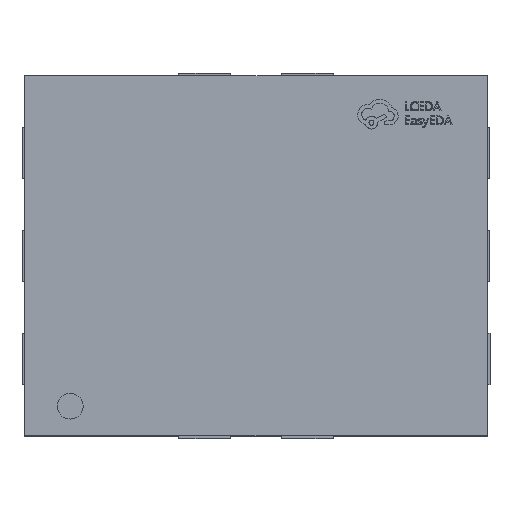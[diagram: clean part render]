
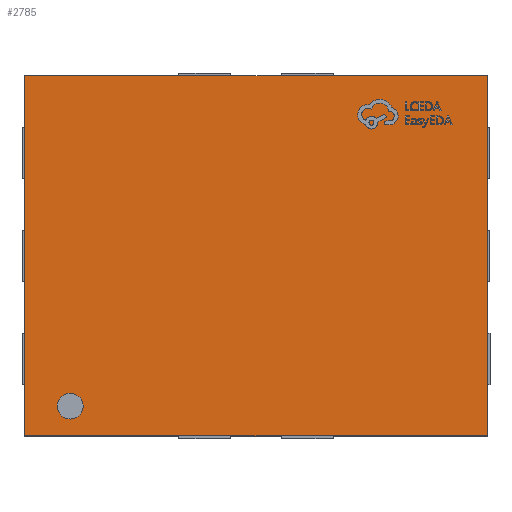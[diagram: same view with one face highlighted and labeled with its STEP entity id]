
A CAD part, top view. The second image highlights one B-rep face of the part: STEP entity #2785.
In plain terms, the highlighted planar face has unit normal (0, 0, 1).
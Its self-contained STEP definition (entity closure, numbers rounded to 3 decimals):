
#496 = CARTESIAN_POINT ( 'NONE',  ( -0.9, -0.7, 0.5 ) ) ;
#548 = VECTOR ( 'NONE', #8818, 1000. ) ;
#744 = CIRCLE ( 'NONE', #5706, 0.05 ) ;
#906 = ORIENTED_EDGE ( 'NONE', *, *, #11928, .T. ) ;
#998 = EDGE_CURVE ( 'NONE', #16077, #11355, #12558, .T. ) ;
#1105 = PLANE ( 'NONE',  #3639 ) ;
#1260 = ORIENTED_EDGE ( 'NONE', *, *, #14000, .F. ) ;
#1372 = CARTESIAN_POINT ( 'NONE',  ( -0.773, -0.585, 0.5 ) ) ;
#1497 = CARTESIAN_POINT ( 'NONE',  ( 0.9, 0.7, 0.5 ) ) ;
#1507 = DIRECTION ( 'NONE',  ( -1., 0., 0. ) ) ;
#1578 = CARTESIAN_POINT ( 'NONE',  ( -0.672, -0.585, 0.5 ) ) ;
#1738 = EDGE_CURVE ( 'NONE', #2903, #17882, #13856, .T. ) ;
#2284 = CARTESIAN_POINT ( 'NONE',  ( -0.9, -0.7, 0.5 ) ) ;
#2785 = ADVANCED_FACE ( 'NONE', ( #12097, #15023 ), #1105, .T. ) ;
#2822 = CARTESIAN_POINT ( 'NONE',  ( -0.9, 0.7, 0.5 ) ) ;
#2903 = VERTEX_POINT ( 'NONE', #1372 ) ;
#3557 = VECTOR ( 'NONE', #1507, 1000. ) ;
#3639 = AXIS2_PLACEMENT_3D ( 'NONE', #6577, #13649, #5376 ) ;
#3868 = DIRECTION ( 'NONE',  ( 0., 0., 1. ) ) ;
#3879 = EDGE_LOOP ( 'NONE', ( #13990, #16127, #12019, #906 ) ) ;
#4008 = EDGE_CURVE ( 'NONE', #11736, #17383, #17690, .T. ) ;
#4438 = LINE ( 'NONE', #2822, #3557 ) ;
#5376 = DIRECTION ( 'NONE',  ( 1., 0., 0. ) ) ;
#5706 = AXIS2_PLACEMENT_3D ( 'NONE', #17728, #17360, #16021 ) ;
#6577 = CARTESIAN_POINT ( 'NONE',  ( 0., 0., 0.5 ) ) ;
#8399 = CARTESIAN_POINT ( 'NONE',  ( -0.9, 0.7, 0.5 ) ) ;
#8631 = DIRECTION ( 'NONE',  ( 0., -1., 0. ) ) ;
#8644 = LINE ( 'NONE', #496, #548 ) ;
#8818 = DIRECTION ( 'NONE',  ( 1., 0., 0. ) ) ;
#10362 = AXIS2_PLACEMENT_3D ( 'NONE', #10790, #3868, #10965 ) ;
#10646 = VECTOR ( 'NONE', #8631, 1000. ) ;
#10790 = CARTESIAN_POINT ( 'NONE',  ( -0.722, -0.585, 0.5 ) ) ;
#10965 = DIRECTION ( 'NONE',  ( 1., 0., 0. ) ) ;
#10983 = CARTESIAN_POINT ( 'NONE',  ( 0.9, 0.7, 0.5 ) ) ;
#11355 = VERTEX_POINT ( 'NONE', #2284 ) ;
#11481 = CARTESIAN_POINT ( 'NONE',  ( -0.9, 0.7, 0.5 ) ) ;
#11736 = VERTEX_POINT ( 'NONE', #14440 ) ;
#11928 = EDGE_CURVE ( 'NONE', #11355, #11736, #8644, .T. ) ;
#11991 = ORIENTED_EDGE ( 'NONE', *, *, #1738, .F. ) ;
#12019 = ORIENTED_EDGE ( 'NONE', *, *, #998, .T. ) ;
#12097 = FACE_BOUND ( 'NONE', #15785, .T. ) ;
#12558 = LINE ( 'NONE', #11481, #10646 ) ;
#13649 = DIRECTION ( 'NONE',  ( 0., 0., 1. ) ) ;
#13856 = CIRCLE ( 'NONE', #10362, 0.05 ) ;
#13990 = ORIENTED_EDGE ( 'NONE', *, *, #4008, .T. ) ;
#14000 = EDGE_CURVE ( 'NONE', #17882, #2903, #744, .T. ) ;
#14440 = CARTESIAN_POINT ( 'NONE',  ( 0.9, -0.7, 0.5 ) ) ;
#15023 = FACE_OUTER_BOUND ( 'NONE', #3879, .T. ) ;
#15073 = DIRECTION ( 'NONE',  ( 0., 1., 0. ) ) ;
#15496 = VECTOR ( 'NONE', #15073, 1000. ) ;
#15785 = EDGE_LOOP ( 'NONE', ( #1260, #11991 ) ) ;
#16021 = DIRECTION ( 'NONE',  ( 1., 0., 0. ) ) ;
#16067 = EDGE_CURVE ( 'NONE', #17383, #16077, #4438, .T. ) ;
#16077 = VERTEX_POINT ( 'NONE', #8399 ) ;
#16127 = ORIENTED_EDGE ( 'NONE', *, *, #16067, .T. ) ;
#17360 = DIRECTION ( 'NONE',  ( 0., 0., 1. ) ) ;
#17383 = VERTEX_POINT ( 'NONE', #1497 ) ;
#17690 = LINE ( 'NONE', #10983, #15496 ) ;
#17728 = CARTESIAN_POINT ( 'NONE',  ( -0.722, -0.585, 0.5 ) ) ;
#17882 = VERTEX_POINT ( 'NONE', #1578 ) ;
